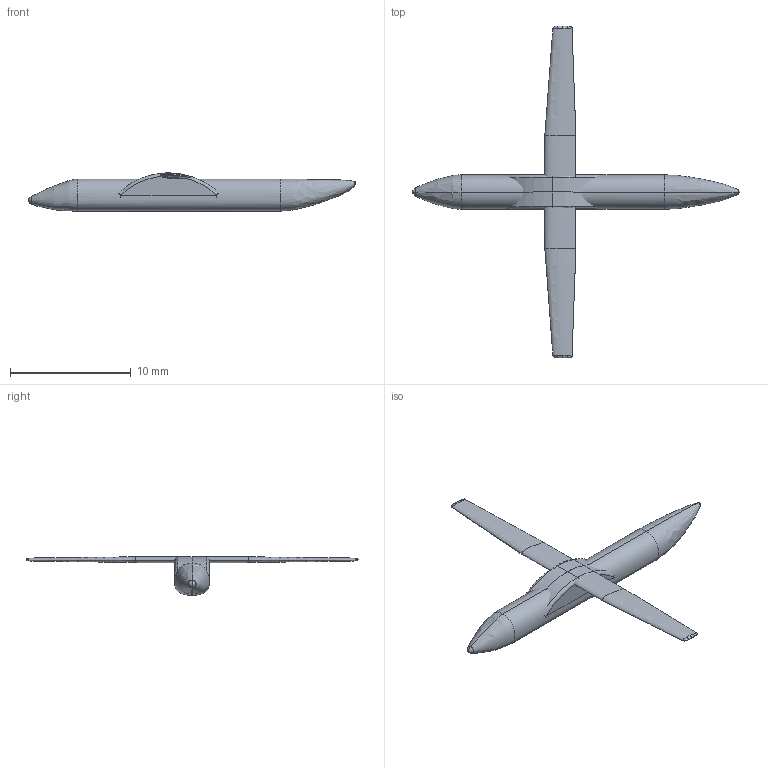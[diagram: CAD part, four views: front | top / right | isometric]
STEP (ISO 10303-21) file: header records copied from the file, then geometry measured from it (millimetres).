
FILE_DESCRIPTION(('Open CASCADE Model'),'2;1');
FILE_NAME('Open CASCADE Shape Model','2018-04-26T16:19:41',('Author'),( 'Open CASCADE'),'Open CASCADE STEP processor 7.0','Open CASCADE 7.0' ,'Unknown');
FILE_SCHEMA(('AUTOMOTIVE_DESIGN { 1 0 10303 214 1 1 1 1 }'));
Length unit declared in the file: millimetre
Products named in the file (4): Aircraft 1; Aircraft 1.1; Aircraft 1.2; Aircraft 1.3
Assembly tree (3 placements, depth 2):
  Aircraft 1
    Aircraft 1.1
    Aircraft 1.2
    Aircraft 1.3
Bounding box: 27.17 x 27.54 x 3.17 mm (x, y, z)
Volume: 15.3 mm3; surface area: 420.1 mm2
Topology: 1 solids, 5 shells, 62 faces, 148 edges, 84 vertices
Faces by surface type: bspline 62
Entity records: 23888 total; most frequent: CARTESIAN_POINT 21826, ORIENTED_EDGE 250, PCURVE 250, DEFINITIONAL_REPRESENTATION 250, B_SPLINE_CURVE_WITH_KNOTS 221, DIRECTION 151, LINE 143, VECTOR 143
